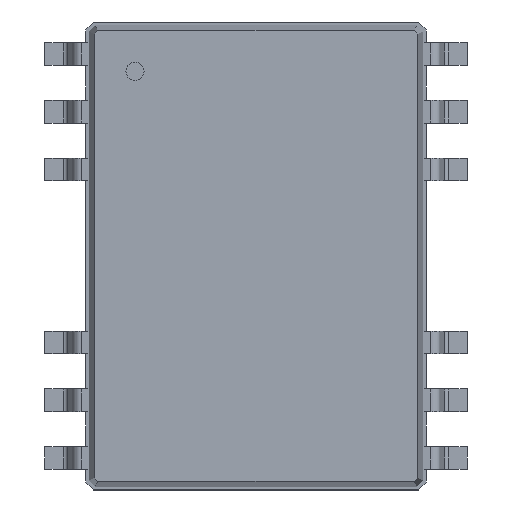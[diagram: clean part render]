
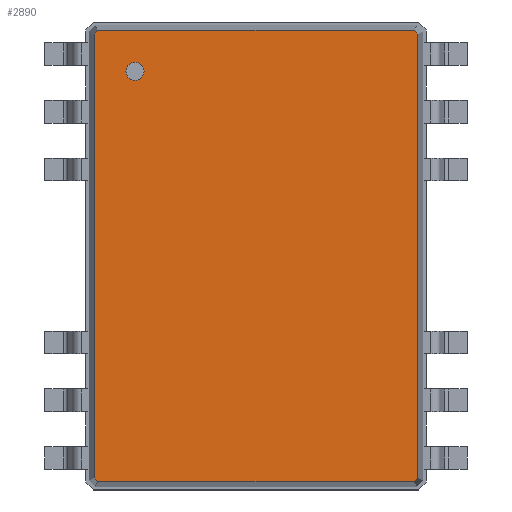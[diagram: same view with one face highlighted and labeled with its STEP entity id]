
A CAD part, top view. The second image highlights one B-rep face of the part: STEP entity #2890.
In plain terms, the highlighted planar face has unit normal (0, 0, 1).
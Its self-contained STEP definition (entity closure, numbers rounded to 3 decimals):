
#13=DIRECTION('',(0.,0.,1.));
#27=VECTOR('',#28,1.);
#28=DIRECTION('',(1.,0.,0.));
#51=VECTOR('',#52,1.);
#52=DIRECTION('',(0.707,-0.707,0.));
#58=VECTOR('',#59,1.);
#59=DIRECTION('',(0.,-1.,0.));
#65=VECTOR('',#66,1.);
#66=DIRECTION('',(-0.707,-0.707,0.));
#72=VECTOR('',#73,1.);
#73=DIRECTION('',(-1.,0.,0.));
#79=VECTOR('',#80,1.);
#80=DIRECTION('',(-0.707,0.707,0.));
#86=VECTOR('',#87,1.);
#87=DIRECTION('',(0.,1.,0.));
#91=VECTOR('',#92,1.);
#92=DIRECTION('',(0.707,0.707,0.));
#997=VERTEX_POINT('',#998);
#998=CARTESIAN_POINT('',(-3.564,4.882,1.6));
#1000=ORIENTED_EDGE('',*,*,#1001,.F.);
#1001=EDGE_CURVE('',#1002,#997,#1004,.T.);
#1002=VERTEX_POINT('',#1003);
#1003=CARTESIAN_POINT('',(-3.564,-4.882,1.6));
#1004=LINE('',#1003,#86);
#1015=VERTEX_POINT('',#1016);
#1016=CARTESIAN_POINT('',(-3.482,4.964,1.6));
#1018=ORIENTED_EDGE('',*,*,#1019,.F.);
#1019=EDGE_CURVE('',#997,#1015,#1020,.T.);
#1020=LINE('',#998,#91);
#1029=VERTEX_POINT('',#1030);
#1030=CARTESIAN_POINT('',(3.482,4.964,1.6));
#1032=ORIENTED_EDGE('',*,*,#1033,.F.);
#1033=EDGE_CURVE('',#1015,#1029,#1034,.T.);
#1034=LINE('',#1016,#27);
#1043=VERTEX_POINT('',#1044);
#1044=CARTESIAN_POINT('',(3.564,4.882,1.6));
#1046=ORIENTED_EDGE('',*,*,#1047,.F.);
#1047=EDGE_CURVE('',#1029,#1043,#1048,.T.);
#1048=LINE('',#1030,#51);
#1105=VERTEX_POINT('',#1106);
#1106=CARTESIAN_POINT('',(3.564,-4.882,1.6));
#1108=ORIENTED_EDGE('',*,*,#1109,.F.);
#1109=EDGE_CURVE('',#1043,#1105,#1110,.T.);
#1110=LINE('',#1044,#58);
#2890=ADVANCED_FACE('',(#2891,#2906),#2916,.T.);
#2891=FACE_BOUND('',#2892,.T.);
#2892=EDGE_LOOP('',(#1032,#1018,#1000,#2893,#2898,#2903,#1108,#1046));
#2893=ORIENTED_EDGE('',*,*,#2894,.F.);
#2894=EDGE_CURVE('',#2895,#1002,#2897,.T.);
#2895=VERTEX_POINT('',#2896);
#2896=CARTESIAN_POINT('',(-3.482,-4.964,1.6));
#2897=LINE('',#2896,#79);
#2898=ORIENTED_EDGE('',*,*,#2899,.F.);
#2899=EDGE_CURVE('',#2900,#2895,#2902,.T.);
#2900=VERTEX_POINT('',#2901);
#2901=CARTESIAN_POINT('',(3.482,-4.964,1.6));
#2902=LINE('',#2901,#72);
#2903=ORIENTED_EDGE('',*,*,#2904,.F.);
#2904=EDGE_CURVE('',#1105,#2900,#2905,.T.);
#2905=LINE('',#1106,#65);
#2906=FACE_BOUND('',#2907,.T.);
#2907=EDGE_LOOP('',(#2908));
#2908=ORIENTED_EDGE('',*,*,#2909,.T.);
#2909=EDGE_CURVE('',#2910,#2910,#2912,.T.);
#2910=VERTEX_POINT('',#2911);
#2911=CARTESIAN_POINT('',(-2.664,3.864,1.6));
#2912=CIRCLE('',#2913,0.2);
#2913=AXIS2_PLACEMENT_3D('',#2914,#2915,#59);
#2914=CARTESIAN_POINT('',(-2.664,4.064,1.6));
#2915=DIRECTION('',(0.,-0.,-1.));
#2916=PLANE('',#2917);
#2917=AXIS2_PLACEMENT_3D('',#1016,#13,#2918);
#2918=DIRECTION('',(0.574,-0.819,0.));
